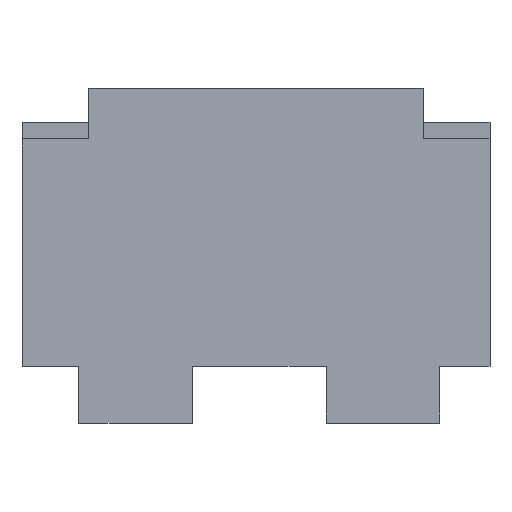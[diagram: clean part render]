
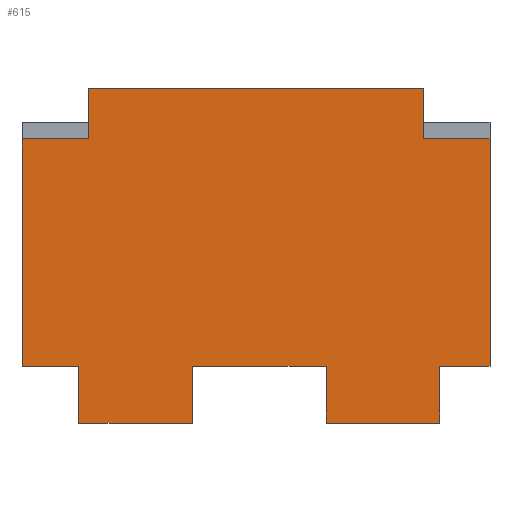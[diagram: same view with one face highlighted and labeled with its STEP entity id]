
A CAD part, top view. The second image highlights one B-rep face of the part: STEP entity #615.
In plain terms, the highlighted planar face has unit normal (0, 0, 1).
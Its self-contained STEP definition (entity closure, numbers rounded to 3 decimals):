
#115=DIRECTION('',(0.,1.,0.));
#116=VECTOR('',#115,17.);
#117=CARTESIAN_POINT('',(51.,0.,3.));
#118=LINE('',#117,#116);
#119=DIRECTION('',(1.,0.,0.));
#120=VECTOR('',#119,34.);
#121=CARTESIAN_POINT('',(17.,0.,3.));
#122=LINE('',#121,#120);
#123=DIRECTION('',(0.,1.,0.));
#124=VECTOR('',#123,17.);
#125=CARTESIAN_POINT('',(17.,0.,3.));
#126=LINE('',#125,#124);
#127=DIRECTION('',(1.,0.,0.));
#128=VECTOR('',#127,17.);
#129=CARTESIAN_POINT('',(0.,17.,3.));
#130=LINE('',#129,#128);
#131=DIRECTION('',(0.,-1.,0.));
#132=VECTOR('',#131,68.);
#133=CARTESIAN_POINT('',(0.,85.,3.));
#134=LINE('',#133,#132);
#135=DIRECTION('',(1.,0.,0.));
#136=VECTOR('',#135,20.);
#137=CARTESIAN_POINT('',(0.,85.,3.));
#138=LINE('',#137,#136);
#139=DIRECTION('',(0.,1.,0.));
#140=VECTOR('',#139,5.);
#141=CARTESIAN_POINT('',(20.,85.,3.));
#142=LINE('',#141,#140);
#143=DIRECTION('',(0.,-1.,0.));
#144=VECTOR('',#143,10.);
#145=CARTESIAN_POINT('',(20.,100.,3.));
#146=LINE('',#145,#144);
#147=DIRECTION('',(-1.,0.,0.));
#148=VECTOR('',#147,100.);
#149=CARTESIAN_POINT('',(120.,100.,3.));
#150=LINE('',#149,#148);
#151=DIRECTION('',(0.,1.,0.));
#152=VECTOR('',#151,10.);
#153=CARTESIAN_POINT('',(120.,90.,3.));
#154=LINE('',#153,#152);
#155=DIRECTION('',(0.,-1.,0.));
#156=VECTOR('',#155,5.);
#157=CARTESIAN_POINT('',(120.,90.,3.));
#158=LINE('',#157,#156);
#159=DIRECTION('',(-1.,0.,0.));
#160=VECTOR('',#159,20.);
#161=CARTESIAN_POINT('',(140.,85.,3.));
#162=LINE('',#161,#160);
#163=DIRECTION('',(0.,1.,0.));
#164=VECTOR('',#163,68.);
#165=CARTESIAN_POINT('',(140.,17.,3.));
#166=LINE('',#165,#164);
#167=DIRECTION('',(-1.,0.,0.));
#168=VECTOR('',#167,15.);
#169=CARTESIAN_POINT('',(140.,17.,3.));
#170=LINE('',#169,#168);
#171=DIRECTION('',(0.,1.,0.));
#172=VECTOR('',#171,17.);
#173=CARTESIAN_POINT('',(125.,0.,3.));
#174=LINE('',#173,#172);
#175=DIRECTION('',(1.,0.,0.));
#176=VECTOR('',#175,34.);
#177=CARTESIAN_POINT('',(91.,0.,3.));
#178=LINE('',#177,#176);
#179=DIRECTION('',(0.,1.,0.));
#180=VECTOR('',#179,17.);
#181=CARTESIAN_POINT('',(91.,0.,3.));
#182=LINE('',#181,#180);
#183=DIRECTION('',(1.,0.,0.));
#184=VECTOR('',#183,40.);
#185=CARTESIAN_POINT('',(51.,17.,3.));
#186=LINE('',#185,#184);
#325=CARTESIAN_POINT('',(120.,100.,3.));
#326=CARTESIAN_POINT('',(20.,100.,3.));
#327=VERTEX_POINT('',#325);
#328=VERTEX_POINT('',#326);
#345=CARTESIAN_POINT('',(0.,85.,3.));
#346=CARTESIAN_POINT('',(20.,85.,3.));
#347=VERTEX_POINT('',#345);
#348=VERTEX_POINT('',#346);
#349=CARTESIAN_POINT('',(20.,90.,3.));
#350=VERTEX_POINT('',#349);
#351=CARTESIAN_POINT('',(120.,90.,3.));
#352=CARTESIAN_POINT('',(120.,85.,3.));
#353=VERTEX_POINT('',#351);
#354=VERTEX_POINT('',#352);
#355=CARTESIAN_POINT('',(140.,85.,3.));
#356=VERTEX_POINT('',#355);
#385=CARTESIAN_POINT('',(125.,0.,3.));
#386=CARTESIAN_POINT('',(125.,17.,3.));
#387=VERTEX_POINT('',#385);
#388=VERTEX_POINT('',#386);
#389=CARTESIAN_POINT('',(140.,17.,3.));
#390=VERTEX_POINT('',#389);
#391=CARTESIAN_POINT('',(0.,17.,3.));
#392=CARTESIAN_POINT('',(17.,17.,3.));
#393=VERTEX_POINT('',#391);
#394=VERTEX_POINT('',#392);
#395=CARTESIAN_POINT('',(17.,0.,3.));
#396=VERTEX_POINT('',#395);
#405=CARTESIAN_POINT('',(51.,0.,3.));
#406=CARTESIAN_POINT('',(51.,17.,3.));
#407=VERTEX_POINT('',#405);
#408=VERTEX_POINT('',#406);
#409=CARTESIAN_POINT('',(91.,17.,3.));
#410=VERTEX_POINT('',#409);
#411=CARTESIAN_POINT('',(91.,0.,3.));
#412=VERTEX_POINT('',#411);
#579=CARTESIAN_POINT('',(0.,0.,3.));
#580=DIRECTION('',(0.,0.,1.));
#581=DIRECTION('',(1.,0.,0.));
#582=AXIS2_PLACEMENT_3D('',#579,#580,#581);
#583=PLANE('',#582);
#584=ORIENTED_EDGE('',*,*,#461,.F.);
#585=ORIENTED_EDGE('',*,*,#477,.F.);
#586=ORIENTED_EDGE('',*,*,#505,.T.);
#587=ORIENTED_EDGE('',*,*,#519,.F.);
#588=ORIENTED_EDGE('',*,*,#538,.F.);
#590=ORIENTED_EDGE('',*,*,#589,.T.);
#592=ORIENTED_EDGE('',*,*,#591,.T.);
#593=ORIENTED_EDGE('',*,*,#570,.F.);
#595=ORIENTED_EDGE('',*,*,#594,.F.);
#597=ORIENTED_EDGE('',*,*,#596,.F.);
#599=ORIENTED_EDGE('',*,*,#598,.T.);
#601=ORIENTED_EDGE('',*,*,#600,.F.);
#603=ORIENTED_EDGE('',*,*,#602,.F.);
#605=ORIENTED_EDGE('',*,*,#604,.T.);
#607=ORIENTED_EDGE('',*,*,#606,.F.);
#608=ORIENTED_EDGE('',*,*,#489,.F.);
#610=ORIENTED_EDGE('',*,*,#609,.T.);
#612=ORIENTED_EDGE('',*,*,#611,.F.);
#613=EDGE_LOOP('',(#584,#585,#586,#587,#588,#590,#592,#593,#595,#597,#599,#601,
#603,#605,#607,#608,#610,#612));
#614=FACE_OUTER_BOUND('',#613,.F.);
#615=ADVANCED_FACE('',(#614),#583,.T.);
#461=EDGE_CURVE('',#407,#408,#118,.T.);
#477=EDGE_CURVE('',#396,#407,#122,.T.);
#489=EDGE_CURVE('',#412,#387,#178,.T.);
#505=EDGE_CURVE('',#396,#394,#126,.T.);
#519=EDGE_CURVE('',#393,#394,#130,.T.);
#538=EDGE_CURVE('',#347,#393,#134,.T.);
#570=EDGE_CURVE('',#328,#350,#146,.T.);
#589=EDGE_CURVE('',#347,#348,#138,.T.);
#591=EDGE_CURVE('',#348,#350,#142,.T.);
#594=EDGE_CURVE('',#327,#328,#150,.T.);
#596=EDGE_CURVE('',#353,#327,#154,.T.);
#598=EDGE_CURVE('',#353,#354,#158,.T.);
#600=EDGE_CURVE('',#356,#354,#162,.T.);
#602=EDGE_CURVE('',#390,#356,#166,.T.);
#604=EDGE_CURVE('',#390,#388,#170,.T.);
#606=EDGE_CURVE('',#387,#388,#174,.T.);
#609=EDGE_CURVE('',#412,#410,#182,.T.);
#611=EDGE_CURVE('',#408,#410,#186,.T.);
